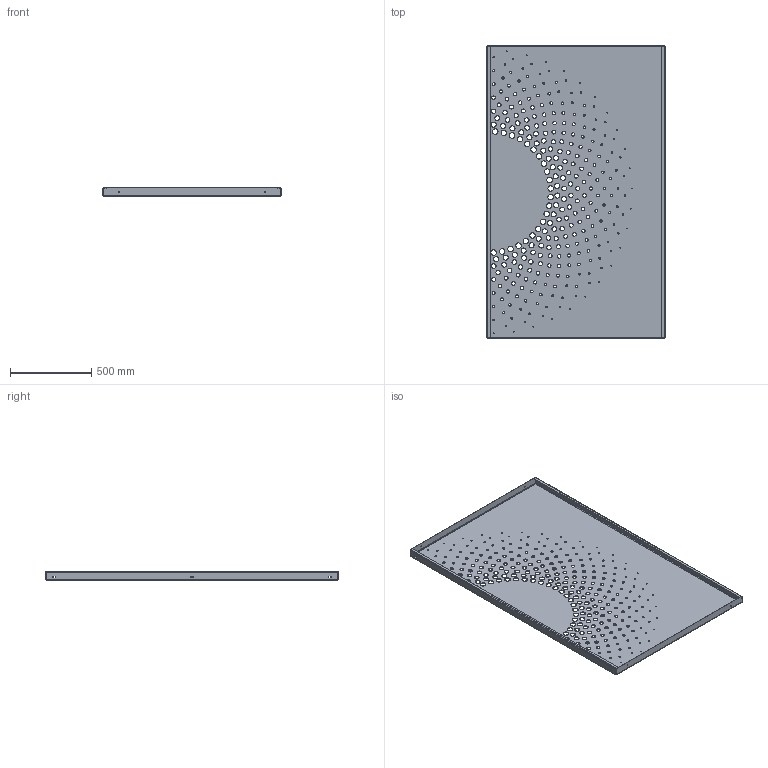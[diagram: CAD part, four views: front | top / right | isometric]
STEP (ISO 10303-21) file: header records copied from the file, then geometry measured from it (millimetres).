
FILE_DESCRIPTION (( 'STEP AP203' ), '1' );
FILE_NAME ('APA02.2.STEP', '2019-10-18T07:45:02', ( '' ), ( '' ), 'SwSTEP 2.0', 'SolidWorks 2019', '' );
FILE_SCHEMA (( 'CONFIG_CONTROL_DESIGN' ));
Products named in the file (1): APA02.2
Bounding box: 1100 x 1800 x 50 mm (x, y, z)
Volume: 6582450.6 mm3; surface area: 4449348.9 mm2
Topology: 1 solids, 1 shells, 662 faces, 1932 edges, 1272 vertices
Faces by surface type: bspline 580, plane 46, cylinder 36
Entity records: 59469 total; most frequent: CARTESIAN_POINT 44707, ORIENTED_EDGE 3864, EDGE_CURVE 1932, VERTEX_POINT 1272, EDGE_LOOP 1254, B_SPLINE_CURVE_WITH_KNOTS 1160, DIRECTION 994, LINE 716
